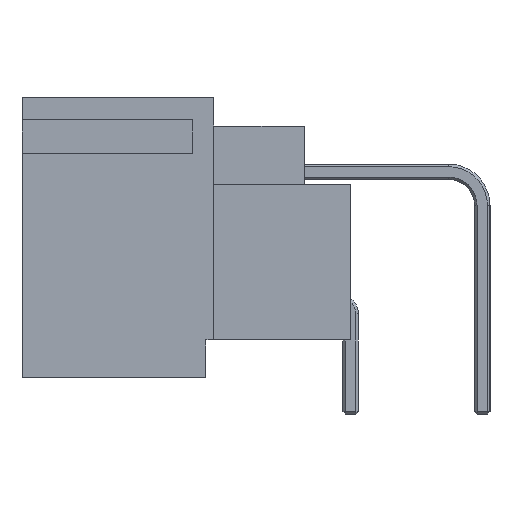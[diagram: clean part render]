
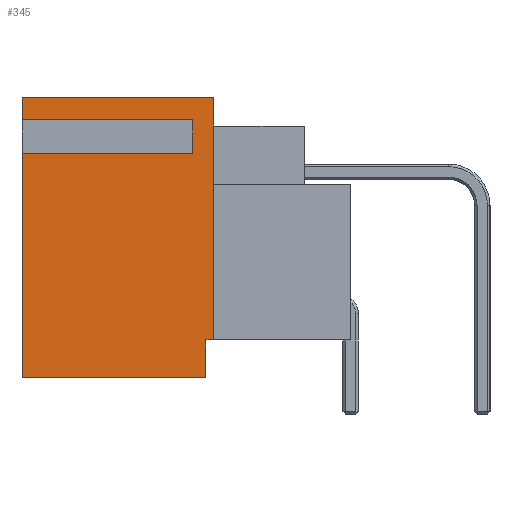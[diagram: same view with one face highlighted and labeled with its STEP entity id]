
A CAD part, left-side view. The second image highlights one B-rep face of the part: STEP entity #345.
In plain terms, the highlighted planar face has unit normal (-1, 0, 0).
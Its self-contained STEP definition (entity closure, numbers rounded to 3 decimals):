
#22 = VERTEX_POINT('',#23);
#23 = CARTESIAN_POINT('',(-4.38,5.29,9.35));
#31 = EDGE_CURVE('',#32,#22,#34,.T.);
#32 = VERTEX_POINT('',#33);
#33 = CARTESIAN_POINT('',(-4.38,12.69,9.35));
#34 = LINE('',#35,#36);
#35 = CARTESIAN_POINT('',(-4.38,12.69,9.35));
#36 = VECTOR('',#37,1.);
#37 = DIRECTION('',(0.,-1.,0.));
#61 = EDGE_CURVE('',#22,#62,#64,.T.);
#62 = VERTEX_POINT('',#63);
#63 = CARTESIAN_POINT('',(-4.38,5.29,6.));
#64 = LINE('',#65,#66);
#65 = CARTESIAN_POINT('',(-4.38,5.29,9.35));
#66 = VECTOR('',#67,1.);
#67 = DIRECTION('',(0.,0.,-1.));
#204 = EDGE_CURVE('',#205,#207,#209,.T.);
#205 = VERTEX_POINT('',#206);
#206 = CARTESIAN_POINT('',(-4.38,12.69,-1.45));
#207 = VERTEX_POINT('',#208);
#208 = CARTESIAN_POINT('',(-4.38,12.69,7.2));
#209 = LINE('',#210,#211);
#210 = CARTESIAN_POINT('',(-4.38,12.69,-1.45));
#211 = VECTOR('',#212,1.);
#212 = DIRECTION('',(0.,0.,1.));
#245 = EDGE_CURVE('',#246,#32,#248,.T.);
#246 = VERTEX_POINT('',#247);
#247 = CARTESIAN_POINT('',(-4.38,12.69,8.5));
#248 = LINE('',#249,#250);
#249 = CARTESIAN_POINT('',(-4.38,12.69,-1.45));
#250 = VECTOR('',#251,1.);
#251 = DIRECTION('',(0.,0.,1.));
#345 = ADVANCED_FACE('',(#346),#404,.F.);
#346 = FACE_BOUND('',#347,.F.);
#347 = EDGE_LOOP('',(#348,#349,#350,#351,#359,#367,#375,#381,#382,#390,
    #398));
#348 = ORIENTED_EDGE('',*,*,#245,.T.);
#349 = ORIENTED_EDGE('',*,*,#31,.T.);
#350 = ORIENTED_EDGE('',*,*,#61,.T.);
#351 = ORIENTED_EDGE('',*,*,#352,.T.);
#352 = EDGE_CURVE('',#62,#353,#355,.T.);
#353 = VERTEX_POINT('',#354);
#354 = CARTESIAN_POINT('',(-4.38,5.29,0.));
#355 = LINE('',#356,#357);
#356 = CARTESIAN_POINT('',(-4.38,5.29,9.35));
#357 = VECTOR('',#358,1.);
#358 = DIRECTION('',(0.,0.,-1.));
#359 = ORIENTED_EDGE('',*,*,#360,.T.);
#360 = EDGE_CURVE('',#353,#361,#363,.T.);
#361 = VERTEX_POINT('',#362);
#362 = CARTESIAN_POINT('',(-4.38,5.59,0.));
#363 = LINE('',#364,#365);
#364 = CARTESIAN_POINT('',(-4.38,5.29,0.));
#365 = VECTOR('',#366,1.);
#366 = DIRECTION('',(0.,1.,0.));
#367 = ORIENTED_EDGE('',*,*,#368,.T.);
#368 = EDGE_CURVE('',#361,#369,#371,.T.);
#369 = VERTEX_POINT('',#370);
#370 = CARTESIAN_POINT('',(-4.38,5.59,-1.45));
#371 = LINE('',#372,#373);
#372 = CARTESIAN_POINT('',(-4.38,5.59,0.));
#373 = VECTOR('',#374,1.);
#374 = DIRECTION('',(0.,0.,-1.));
#375 = ORIENTED_EDGE('',*,*,#376,.T.);
#376 = EDGE_CURVE('',#369,#205,#377,.T.);
#377 = LINE('',#378,#379);
#378 = CARTESIAN_POINT('',(-4.38,5.59,-1.45));
#379 = VECTOR('',#380,1.);
#380 = DIRECTION('',(0.,1.,0.));
#381 = ORIENTED_EDGE('',*,*,#204,.T.);
#382 = ORIENTED_EDGE('',*,*,#383,.F.);
#383 = EDGE_CURVE('',#384,#207,#386,.T.);
#384 = VERTEX_POINT('',#385);
#385 = CARTESIAN_POINT('',(-4.38,6.09,7.2));
#386 = LINE('',#387,#388);
#387 = CARTESIAN_POINT('',(-4.38,6.09,7.2));
#388 = VECTOR('',#389,1.);
#389 = DIRECTION('',(0.,1.,0.));
#390 = ORIENTED_EDGE('',*,*,#391,.F.);
#391 = EDGE_CURVE('',#392,#384,#394,.T.);
#392 = VERTEX_POINT('',#393);
#393 = CARTESIAN_POINT('',(-4.38,6.09,8.5));
#394 = LINE('',#395,#396);
#395 = CARTESIAN_POINT('',(-4.38,6.09,8.5));
#396 = VECTOR('',#397,1.);
#397 = DIRECTION('',(0.,0.,-1.));
#398 = ORIENTED_EDGE('',*,*,#399,.F.);
#399 = EDGE_CURVE('',#246,#392,#400,.T.);
#400 = LINE('',#401,#402);
#401 = CARTESIAN_POINT('',(-4.38,12.69,8.5));
#402 = VECTOR('',#403,1.);
#403 = DIRECTION('',(0.,-1.,0.));
#404 = PLANE('',#405);
#405 = AXIS2_PLACEMENT_3D('',#406,#407,#408);
#406 = CARTESIAN_POINT('',(-4.38,9.002,3.962));
#407 = DIRECTION('',(1.,0.,0.));
#408 = DIRECTION('',(0.,0.,1.));
